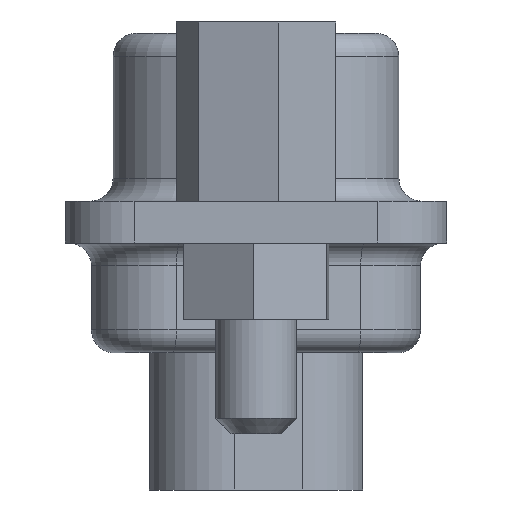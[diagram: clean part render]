
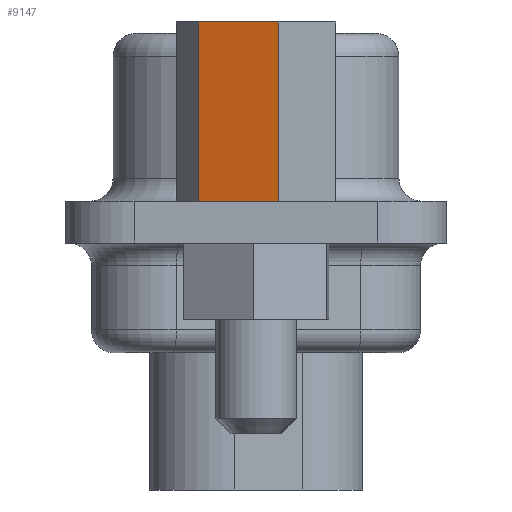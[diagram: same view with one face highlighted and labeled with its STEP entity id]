
A CAD part, left-side view. The second image highlights one B-rep face of the part: STEP entity #9147.
In plain terms, the highlighted face is planar.
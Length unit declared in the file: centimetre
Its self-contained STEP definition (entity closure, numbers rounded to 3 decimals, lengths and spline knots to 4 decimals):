
#818=VECTOR('',#14141,1.);
#1436=VECTOR('',#15193,1.);
#1443=VECTOR('',#15204,1.);
#1445=VECTOR('',#15207,1.);
#1553=LINE('',#9717,#818);
#2171=LINE('',#13767,#1436);
#2178=LINE('',#13781,#1443);
#2180=LINE('',#13785,#1445);
#2464=PLANE('',#9551);
#2575=VERTEX_POINT('',#9715);
#2577=VERTEX_POINT('',#9718);
#3353=VERTEX_POINT('',#13766);
#3357=VERTEX_POINT('',#13782);
#3602=EDGE_CURVE('',#2577,#2575,#1553,.T.);
#4707=EDGE_CURVE('',#3353,#2575,#2171,.T.);
#4714=EDGE_CURVE('',#3357,#2577,#2178,.T.);
#4716=EDGE_CURVE('',#3357,#3353,#2180,.T.);
#7055=ORIENTED_EDGE('',*,*,#3602,.T.);
#7056=ORIENTED_EDGE('',*,*,#4707,.F.);
#7057=ORIENTED_EDGE('',*,*,#4716,.F.);
#7058=ORIENTED_EDGE('',*,*,#4714,.T.);
#8001=EDGE_LOOP('',(#7055,#7056,#7057,#7058));
#8632=FACE_BOUND('',#8001,.T.);
#9147=ADVANCED_FACE('',(#8632),#2464,.T.);
#9551=AXIS2_PLACEMENT_3D('',#13784,#15206,$);
#9715=CARTESIAN_POINT('',(-1.8667,-0.1911,-0.5969));
#9717=CARTESIAN_POINT('',(-1.8667,-0.1911,-0.5969));
#9718=CARTESIAN_POINT('',(-1.9339,0.0748,-0.5969));
#13766=CARTESIAN_POINT('',(-1.8667,-0.1911,0.));
#13767=CARTESIAN_POINT('',(-1.8667,-0.1911,0.));
#13781=CARTESIAN_POINT('',(-1.9339,0.0748,0.));
#13782=CARTESIAN_POINT('',(-1.9339,0.0748,0.));
#13784=CARTESIAN_POINT('',(-1.9003,-0.0582,0.));
#13785=CARTESIAN_POINT('',(-1.8502,-0.2565,0.));
#14141=DIRECTION('',(0.245,-0.97,0.));
#15193=DIRECTION('',(0.,0.,-1.));
#15204=DIRECTION('',(0.,0.,-1.));
#15206=DIRECTION('',(-0.97,-0.245,0.));
#15207=DIRECTION('',(0.245,-0.97,0.));
